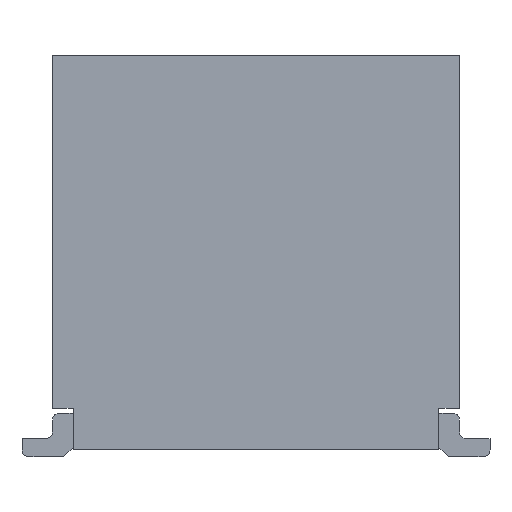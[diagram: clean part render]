
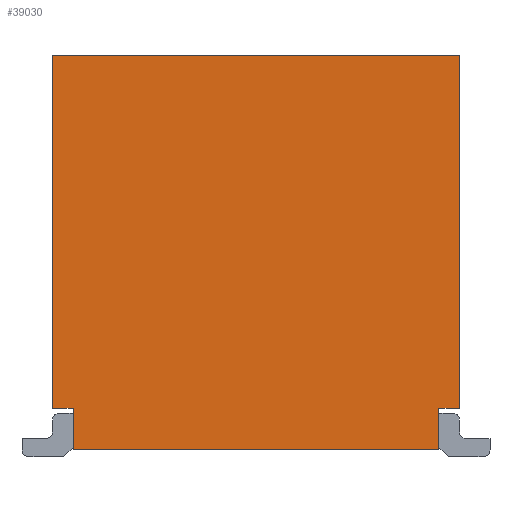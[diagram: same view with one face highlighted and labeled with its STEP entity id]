
A CAD part, front view. The second image highlights one B-rep face of the part: STEP entity #39030.
In plain terms, the highlighted planar face has unit normal (0, -1, 0).
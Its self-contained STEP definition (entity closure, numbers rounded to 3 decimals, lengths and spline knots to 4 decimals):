
#380=PLANE('',#41267);
#1982=FACE_OUTER_BOUND('',#4079,.T.);
#4079=EDGE_LOOP('',(#26551,#26552,#26553,#26554,#26555,#26556,#26557,#26558));
#6967=LINE('',#56775,#11483);
#7006=LINE('',#56876,#11522);
#7007=LINE('',#56878,#11523);
#7008=LINE('',#56879,#11524);
#7009=LINE('',#56881,#11525);
#7010=LINE('',#56883,#11526);
#7011=LINE('',#56885,#11527);
#7012=LINE('',#56886,#11528);
#11483=VECTOR('',#45574,1.);
#11522=VECTOR('',#45663,1.);
#11523=VECTOR('',#45664,1.);
#11524=VECTOR('',#45665,1.);
#11525=VECTOR('',#45666,1.);
#11526=VECTOR('',#45667,1.);
#11527=VECTOR('',#45668,1.);
#11528=VECTOR('',#45669,1.);
#17049=VERTEX_POINT('',#56771);
#17050=VERTEX_POINT('',#56773);
#17086=VERTEX_POINT('',#56874);
#17087=VERTEX_POINT('',#56875);
#17088=VERTEX_POINT('',#56877);
#17089=VERTEX_POINT('',#56880);
#17090=VERTEX_POINT('',#56882);
#17091=VERTEX_POINT('',#56884);
#20837=EDGE_CURVE('',#17050,#17049,#6967,.T.);
#20886=EDGE_CURVE('',#17086,#17087,#7006,.T.);
#20887=EDGE_CURVE('',#17088,#17087,#7007,.T.);
#20888=EDGE_CURVE('',#17088,#17049,#7008,.T.);
#20889=EDGE_CURVE('',#17050,#17089,#7009,.T.);
#20890=EDGE_CURVE('',#17089,#17090,#7010,.T.);
#20891=EDGE_CURVE('',#17090,#17091,#7011,.T.);
#20892=EDGE_CURVE('',#17086,#17091,#7012,.T.);
#26551=ORIENTED_EDGE('',*,*,#20886,.T.);
#26552=ORIENTED_EDGE('',*,*,#20887,.F.);
#26553=ORIENTED_EDGE('',*,*,#20888,.T.);
#26554=ORIENTED_EDGE('',*,*,#20837,.F.);
#26555=ORIENTED_EDGE('',*,*,#20889,.T.);
#26556=ORIENTED_EDGE('',*,*,#20890,.T.);
#26557=ORIENTED_EDGE('',*,*,#20891,.T.);
#26558=ORIENTED_EDGE('',*,*,#20892,.F.);
#39030=ADVANCED_FACE('',(#1982),#380,.F.);
#41267=AXIS2_PLACEMENT_3D('',#56873,#45661,#45662);
#45574=DIRECTION('',(-1.,0.,0.));
#45661=DIRECTION('center_axis',(0.,1.,0.));
#45662=DIRECTION('ref_axis',(-1.,0.,0.));
#45663=DIRECTION('',(0.,0.,1.));
#45664=DIRECTION('',(1.,0.,0.));
#45665=DIRECTION('',(0.,0.,-1.));
#45666=DIRECTION('',(0.,0.,-1.));
#45667=DIRECTION('',(1.,0.,0.));
#45668=DIRECTION('',(0.,0.,1.));
#45669=DIRECTION('',(-1.,0.,0.));
#56771=CARTESIAN_POINT('',(-1.47,-11.3,0.35));
#56773=CARTESIAN_POINT('',(-1.32,-11.3,0.35));
#56775=CARTESIAN_POINT('',(0.,-11.3,0.35));
#56873=CARTESIAN_POINT('Origin',(-0.6702,-11.3,0.938));
#56874=CARTESIAN_POINT('',(1.47,-11.3,0.35));
#56875=CARTESIAN_POINT('',(1.47,-11.3,2.9));
#56876=CARTESIAN_POINT('',(1.47,-11.3,0.55));
#56877=CARTESIAN_POINT('',(-1.47,-11.3,2.9));
#56878=CARTESIAN_POINT('',(0.,-11.3,2.9));
#56879=CARTESIAN_POINT('',(-1.47,-11.3,0.9));
#56880=CARTESIAN_POINT('',(-1.32,-11.3,0.05));
#56881=CARTESIAN_POINT('',(-1.32,-11.3,1.));
#56882=CARTESIAN_POINT('',(1.32,-11.3,0.05));
#56883=CARTESIAN_POINT('',(0.,-11.3,0.05));
#56884=CARTESIAN_POINT('',(1.32,-11.3,0.35));
#56885=CARTESIAN_POINT('',(1.32,-11.3,1.));
#56886=CARTESIAN_POINT('',(0.,-11.3,0.35));
